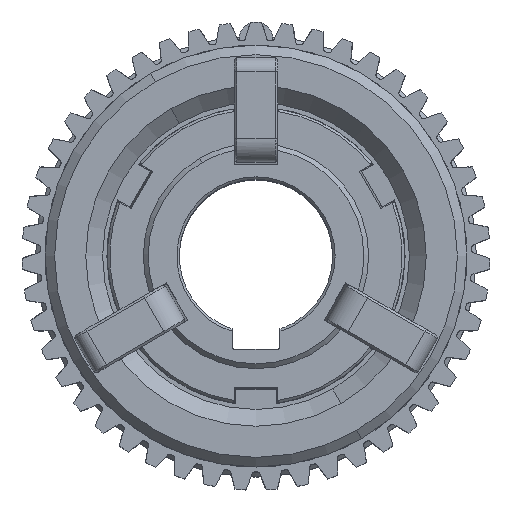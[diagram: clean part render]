
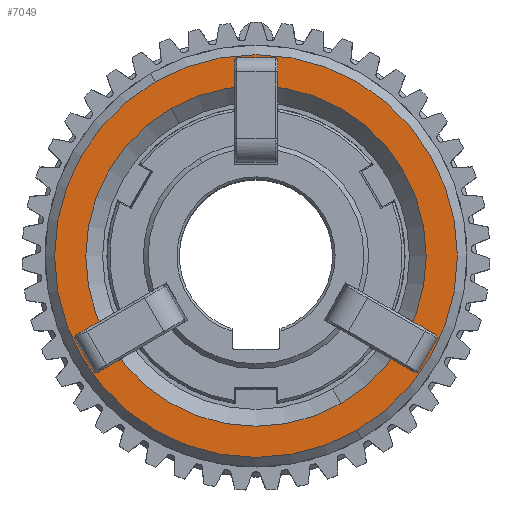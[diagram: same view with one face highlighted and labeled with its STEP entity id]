
A CAD part, top view. The second image highlights one B-rep face of the part: STEP entity #7049.
In plain terms, the highlighted planar face has unit normal (0, 0, 1).
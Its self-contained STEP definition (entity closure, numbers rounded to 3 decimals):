
#5374 = DIRECTION ( 'NONE',  ( 0.5, -0.866, 0. ) ) ;
#5377 = DIRECTION ( 'NONE',  ( 0., 0., 1. ) ) ;
#5387 = CARTESIAN_POINT ( 'NONE',  ( 0., 0., 88. ) ) ;
#5388 = AXIS2_PLACEMENT_3D ( 'NONE', #5387, #5377, #5374 ) ;
#5393 = PLANE ( 'NONE',  #5388 ) ;
#5395 = FACE_BOUND ( 'NONE', #7013, .T. ) ;
#5397 = FACE_OUTER_BOUND ( 'NONE', #7029, .T. ) ;
#7010 = ORIENTED_EDGE ( 'NONE', *, *, #103377, .T. ) ;
#7011 = ORIENTED_EDGE ( 'NONE', *, *, #114726, .T. ) ;
#7013 = EDGE_LOOP ( 'NONE', ( #7016, #7017 ) ) ;
#7016 = ORIENTED_EDGE ( 'NONE', *, *, #114855, .T. ) ;
#7017 = ORIENTED_EDGE ( 'NONE', *, *, #103819, .T. ) ;
#7029 = EDGE_LOOP ( 'NONE', ( #7010, #7011 ) ) ;
#7049 = ADVANCED_FACE ( 'NONE', ( #5397, #5395 ), #5393, .T. ) ;
#47317 = DIRECTION ( 'NONE',  ( 0.5, -0.866, 0. ) ) ;
#47318 = DIRECTION ( 'NONE',  ( 0., 0., 1. ) ) ;
#47319 = CARTESIAN_POINT ( 'NONE',  ( 0., 0., 88. ) ) ;
#47320 = AXIS2_PLACEMENT_3D ( 'NONE', #47319, #47318, #47317 ) ;
#47321 = CIRCLE ( 'NONE', #47320, 42. ) ;
#47737 = DIRECTION ( 'NONE',  ( -0.5, 0.866, 0. ) ) ;
#47738 = DIRECTION ( 'NONE',  ( 0., 0., -1. ) ) ;
#47739 = CARTESIAN_POINT ( 'NONE',  ( 0., 0., 88. ) ) ;
#47740 = AXIS2_PLACEMENT_3D ( 'NONE', #47739, #47738, #47737 ) ;
#47741 = CIRCLE ( 'NONE', #47740, 35.5 ) ;
#64747 = CARTESIAN_POINT ( 'NONE',  ( -21., 36.373, 88. ) ) ;
#64748 = CARTESIAN_POINT ( 'NONE',  ( 21., -36.373, 88. ) ) ;
#64751 = CARTESIAN_POINT ( 'NONE',  ( 17.75, -30.744, 88. ) ) ;
#64811 = CARTESIAN_POINT ( 'NONE',  ( -17.75, 30.744, 88. ) ) ;
#64836 = DIRECTION ( 'NONE',  ( 0.5, -0.866, 0. ) ) ;
#64837 = DIRECTION ( 'NONE',  ( 0., 0., 1. ) ) ;
#64838 = CARTESIAN_POINT ( 'NONE',  ( 0., 0., 88. ) ) ;
#64839 = AXIS2_PLACEMENT_3D ( 'NONE', #64838, #64837, #64836 ) ;
#64840 = CIRCLE ( 'NONE', #64839, 42. ) ;
#64996 = DIRECTION ( 'NONE',  ( -0.5, 0.866, 0. ) ) ;
#64997 = DIRECTION ( 'NONE',  ( 0., 0., -1. ) ) ;
#64998 = CARTESIAN_POINT ( 'NONE',  ( 0., 0., 88. ) ) ;
#64999 = AXIS2_PLACEMENT_3D ( 'NONE', #64998, #64997, #64996 ) ;
#65000 = CIRCLE ( 'NONE', #64999, 35.5 ) ;
#103377 = EDGE_CURVE ( 'NONE', #114689, #114685, #47321, .T. ) ;
#103819 = EDGE_CURVE ( 'NONE', #114679, #114712, #47741, .T. ) ;
#114679 = VERTEX_POINT ( 'NONE', #64751 ) ;
#114685 = VERTEX_POINT ( 'NONE', #64748 ) ;
#114689 = VERTEX_POINT ( 'NONE', #64747 ) ;
#114712 = VERTEX_POINT ( 'NONE', #64811 ) ;
#114726 = EDGE_CURVE ( 'NONE', #114685, #114689, #64840, .T. ) ;
#114855 = EDGE_CURVE ( 'NONE', #114712, #114679, #65000, .T. ) ;
